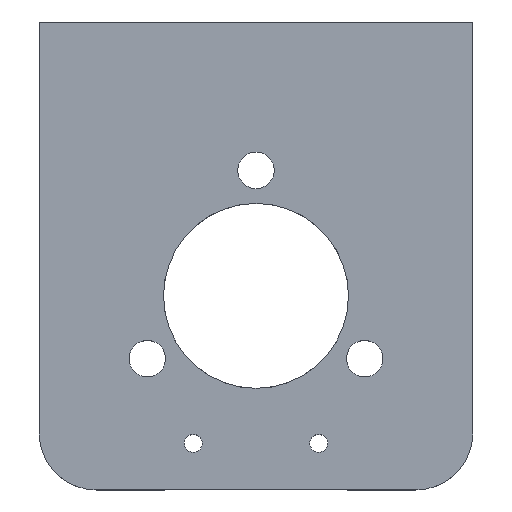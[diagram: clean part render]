
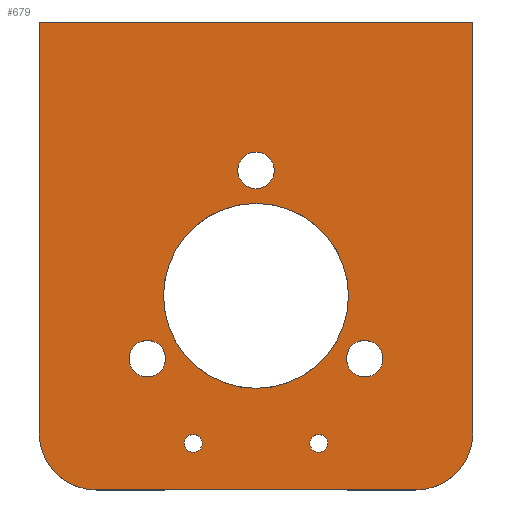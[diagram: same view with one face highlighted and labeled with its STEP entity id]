
A CAD part, top view. The second image highlights one B-rep face of the part: STEP entity #679.
In plain terms, the highlighted planar face has unit normal (0, 0, 1).
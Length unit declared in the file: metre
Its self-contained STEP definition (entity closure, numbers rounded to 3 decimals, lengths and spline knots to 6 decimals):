
#49=CIRCLE('',#737,0.000784);
#50=CIRCLE('',#738,0.000784);
#51=CIRCLE('',#739,0.005);
#52=CIRCLE('',#740,0.005);
#53=CIRCLE('',#741,0.0016);
#54=CIRCLE('',#742,0.0016);
#55=CIRCLE('',#743,0.0016);
#56=CIRCLE('',#744,0.0081);
#104=ORIENTED_EDGE('',*,*,#292,.T.);
#105=ORIENTED_EDGE('',*,*,#293,.T.);
#106=ORIENTED_EDGE('',*,*,#294,.F.);
#107=ORIENTED_EDGE('',*,*,#295,.T.);
#108=ORIENTED_EDGE('',*,*,#296,.F.);
#109=ORIENTED_EDGE('',*,*,#297,.T.);
#110=ORIENTED_EDGE('',*,*,#298,.F.);
#111=ORIENTED_EDGE('',*,*,#299,.T.);
#112=ORIENTED_EDGE('',*,*,#300,.T.);
#113=ORIENTED_EDGE('',*,*,#301,.T.);
#114=ORIENTED_EDGE('',*,*,#302,.T.);
#115=ORIENTED_EDGE('',*,*,#303,.T.);
#116=ORIENTED_EDGE('',*,*,#304,.T.);
#117=ORIENTED_EDGE('',*,*,#305,.T.);
#292=EDGE_CURVE('',#385,#385,#49,.F.);
#293=EDGE_CURVE('',#386,#386,#50,.F.);
#294=EDGE_CURVE('',#387,#388,#51,.T.);
#295=EDGE_CURVE('',#387,#389,#453,.T.);
#296=EDGE_CURVE('',#390,#389,#52,.T.);
#297=EDGE_CURVE('',#390,#391,#454,.T.);
#298=EDGE_CURVE('',#392,#391,#455,.T.);
#299=EDGE_CURVE('',#392,#393,#456,.T.);
#300=EDGE_CURVE('',#393,#394,#457,.T.);
#301=EDGE_CURVE('',#394,#388,#458,.T.);
#302=EDGE_CURVE('',#395,#395,#53,.T.);
#303=EDGE_CURVE('',#396,#396,#54,.T.);
#304=EDGE_CURVE('',#397,#397,#55,.T.);
#305=EDGE_CURVE('',#398,#398,#56,.T.);
#385=VERTEX_POINT('',#1045);
#386=VERTEX_POINT('',#1047);
#387=VERTEX_POINT('',#1049);
#388=VERTEX_POINT('',#1050);
#389=VERTEX_POINT('',#1052);
#390=VERTEX_POINT('',#1054);
#391=VERTEX_POINT('',#1056);
#392=VERTEX_POINT('',#1058);
#393=VERTEX_POINT('',#1060);
#394=VERTEX_POINT('',#1062);
#395=VERTEX_POINT('',#1065);
#396=VERTEX_POINT('',#1067);
#397=VERTEX_POINT('',#1069);
#398=VERTEX_POINT('',#1071);
#453=LINE('',#1051,#505);
#454=LINE('',#1055,#506);
#455=LINE('',#1057,#507);
#456=LINE('',#1059,#508);
#457=LINE('',#1061,#509);
#458=LINE('',#1063,#510);
#505=VECTOR('',#845,1.);
#506=VECTOR('',#848,1.);
#507=VECTOR('',#849,1.);
#508=VECTOR('',#850,1.);
#509=VECTOR('',#851,1.);
#510=VECTOR('',#852,1.);
#549=EDGE_LOOP('',(#104));
#550=EDGE_LOOP('',(#105));
#551=EDGE_LOOP('',(#106,#107,#108,#109,#110,#111,#112,#113));
#552=EDGE_LOOP('',(#114));
#553=EDGE_LOOP('',(#115));
#554=EDGE_LOOP('',(#116));
#555=EDGE_LOOP('',(#117));
#606=FACE_BOUND('',#549,.T.);
#607=FACE_BOUND('',#550,.T.);
#608=FACE_BOUND('',#551,.T.);
#609=FACE_BOUND('',#552,.T.);
#610=FACE_BOUND('',#553,.T.);
#611=FACE_BOUND('',#554,.T.);
#612=FACE_BOUND('',#555,.T.);
#662=PLANE('',#736);
#679=ADVANCED_FACE('',(#606,#607,#608,#609,#610,#611,#612),#662,.T.);
#736=AXIS2_PLACEMENT_3D('',#1043,#837,#838);
#737=AXIS2_PLACEMENT_3D('',#1044,#839,#840);
#738=AXIS2_PLACEMENT_3D('',#1046,#841,#842);
#739=AXIS2_PLACEMENT_3D('',#1048,#843,#844);
#740=AXIS2_PLACEMENT_3D('',#1053,#846,#847);
#741=AXIS2_PLACEMENT_3D('',#1064,#853,#854);
#742=AXIS2_PLACEMENT_3D('',#1066,#855,#856);
#743=AXIS2_PLACEMENT_3D('',#1068,#857,#858);
#744=AXIS2_PLACEMENT_3D('',#1070,#859,#860);
#837=DIRECTION('',(0.,0.,1.));
#838=DIRECTION('',(0.,-1.,0.));
#839=DIRECTION('',(0.,0.,1.));
#840=DIRECTION('',(1.,0.,0.));
#841=DIRECTION('',(0.,0.,1.));
#842=DIRECTION('',(1.,0.,0.));
#843=DIRECTION('',(0.,0.,-1.));
#844=DIRECTION('',(-0.707,-0.707,0.));
#845=DIRECTION('',(1.,0.,0.));
#846=DIRECTION('',(0.,0.,-1.));
#847=DIRECTION('',(0.707,-0.707,0.));
#848=DIRECTION('',(0.,1.,0.));
#849=DIRECTION('',(0.,-1.,0.));
#850=DIRECTION('',(-1.,0.,0.));
#851=DIRECTION('',(0.,-1.,0.));
#852=DIRECTION('',(0.,-1.,0.));
#853=DIRECTION('',(0.,0.,-1.));
#854=DIRECTION('',(-0.5,-0.866,0.));
#855=DIRECTION('',(0.,0.,-1.));
#856=DIRECTION('',(-0.5,0.866,0.));
#857=DIRECTION('',(0.,0.,-1.));
#858=DIRECTION('',(1.,0.,0.));
#859=DIRECTION('',(0.,0.,-1.));
#860=DIRECTION('',(1.,0.,0.));
#1043=CARTESIAN_POINT('',(0.013,-0.02,0.0025));
#1044=CARTESIAN_POINT('',(0.0075,-0.035924,0.0025));
#1045=CARTESIAN_POINT('',(0.008284,-0.035924,0.0025));
#1046=CARTESIAN_POINT('',(0.0185,-0.035924,0.0025));
#1047=CARTESIAN_POINT('',(0.019284,-0.035924,0.0025));
#1048=CARTESIAN_POINT('',(-0.001,-0.035,0.0025));
#1049=CARTESIAN_POINT('',(-0.001,-0.04,0.0025));
#1050=CARTESIAN_POINT('',(-0.006,-0.035,0.0025));
#1051=CARTESIAN_POINT('',(0.032,-0.04,0.0025));
#1052=CARTESIAN_POINT('',(0.027,-0.04,0.0025));
#1053=CARTESIAN_POINT('',(0.027,-0.035,0.0025));
#1054=CARTESIAN_POINT('',(0.032,-0.035,0.0025));
#1055=CARTESIAN_POINT('',(0.032,0.,0.0025));
#1056=CARTESIAN_POINT('',(0.032,0.,0.0025));
#1057=CARTESIAN_POINT('',(0.032,0.001,0.0025));
#1058=CARTESIAN_POINT('',(0.032,0.001,0.0025));
#1059=CARTESIAN_POINT('',(-0.006,0.001,0.0025));
#1060=CARTESIAN_POINT('',(-0.006,0.001,0.0025));
#1061=CARTESIAN_POINT('',(-0.006,0.001,0.0025));
#1062=CARTESIAN_POINT('',(-0.006,0.,0.0025));
#1063=CARTESIAN_POINT('',(-0.006,-0.04,0.0025));
#1064=CARTESIAN_POINT('',(0.022526,-0.0285,0.0025));
#1065=CARTESIAN_POINT('',(0.021726,-0.029886,0.0025));
#1066=CARTESIAN_POINT('',(0.003474,-0.0285,0.0025));
#1067=CARTESIAN_POINT('',(0.002674,-0.027114,0.0025));
#1068=CARTESIAN_POINT('',(0.013,-0.012,0.0025));
#1069=CARTESIAN_POINT('',(0.0146,-0.012,0.0025));
#1070=CARTESIAN_POINT('',(0.013,-0.023,0.0025));
#1071=CARTESIAN_POINT('',(0.0211,-0.023,0.0025));
